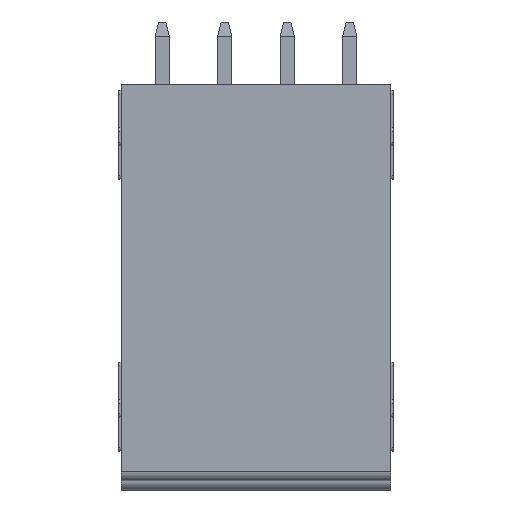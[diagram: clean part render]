
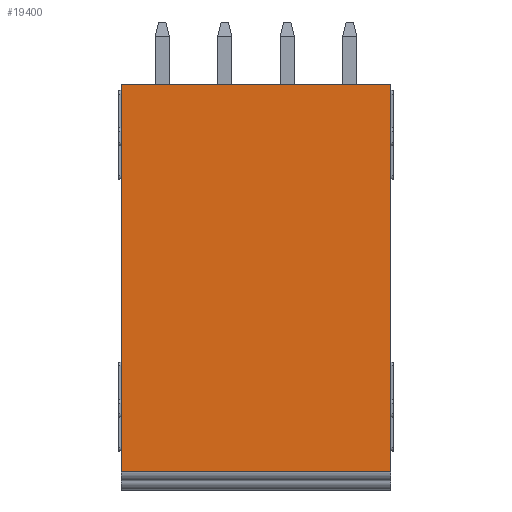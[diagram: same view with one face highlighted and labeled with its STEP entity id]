
A CAD part, top view. The second image highlights one B-rep face of the part: STEP entity #19400.
In plain terms, the highlighted planar face has unit normal (0, 0, 1).
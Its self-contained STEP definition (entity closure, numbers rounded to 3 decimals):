
#6991=DIRECTION('',(-1.,0.,0.));
#6992=VECTOR('',#6991,15.1);
#6993=CARTESIAN_POINT('',(-0.15,-10.3,9.2));
#6994=LINE('',#6993,#6992);
#7000=DIRECTION('',(0.,-1.,0.));
#7001=VECTOR('',#7000,21.7);
#7002=CARTESIAN_POINT('',(-15.25,11.4,9.2));
#7003=LINE('',#7002,#7001);
#7004=DIRECTION('',(-1.,0.,0.));
#7005=VECTOR('',#7004,15.1);
#7006=CARTESIAN_POINT('',(-0.15,11.4,9.2));
#7007=LINE('',#7006,#7005);
#7008=DIRECTION('',(0.,-1.,0.));
#7009=VECTOR('',#7008,21.7);
#7010=CARTESIAN_POINT('',(-0.15,11.4,9.2));
#7011=LINE('',#7010,#7009);
#9672=CARTESIAN_POINT('',(-0.15,11.4,9.2));
#9673=VERTEX_POINT('',#9672);
#9674=CARTESIAN_POINT('',(-0.15,-10.3,9.2));
#9675=VERTEX_POINT('',#9674);
#9796=CARTESIAN_POINT('',(-15.25,11.4,9.2));
#9797=VERTEX_POINT('',#9796);
#9798=CARTESIAN_POINT('',(-15.25,-10.3,9.2));
#9799=VERTEX_POINT('',#9798);
#19388=CARTESIAN_POINT('',(0.,11.4,9.2));
#19389=DIRECTION('',(0.,0.,1.));
#19390=DIRECTION('',(0.,-1.,0.));
#19391=AXIS2_PLACEMENT_3D('',#19388,#19389,#19390);
#19392=PLANE('',#19391);
#19393=ORIENTED_EDGE('',*,*,#14421,.F.);
#19395=ORIENTED_EDGE('',*,*,#19394,.F.);
#19396=ORIENTED_EDGE('',*,*,#19177,.T.);
#19397=ORIENTED_EDGE('',*,*,#19381,.T.);
#19398=EDGE_LOOP('',(#19393,#19395,#19396,#19397));
#19399=FACE_OUTER_BOUND('',#19398,.F.);
#19400=ADVANCED_FACE('',(#19399),#19392,.T.);
#14421=EDGE_CURVE('',#9797,#9799,#7003,.T.);
#19177=EDGE_CURVE('',#9673,#9675,#7011,.T.);
#19381=EDGE_CURVE('',#9675,#9799,#6994,.T.);
#19394=EDGE_CURVE('',#9673,#9797,#7007,.T.);
